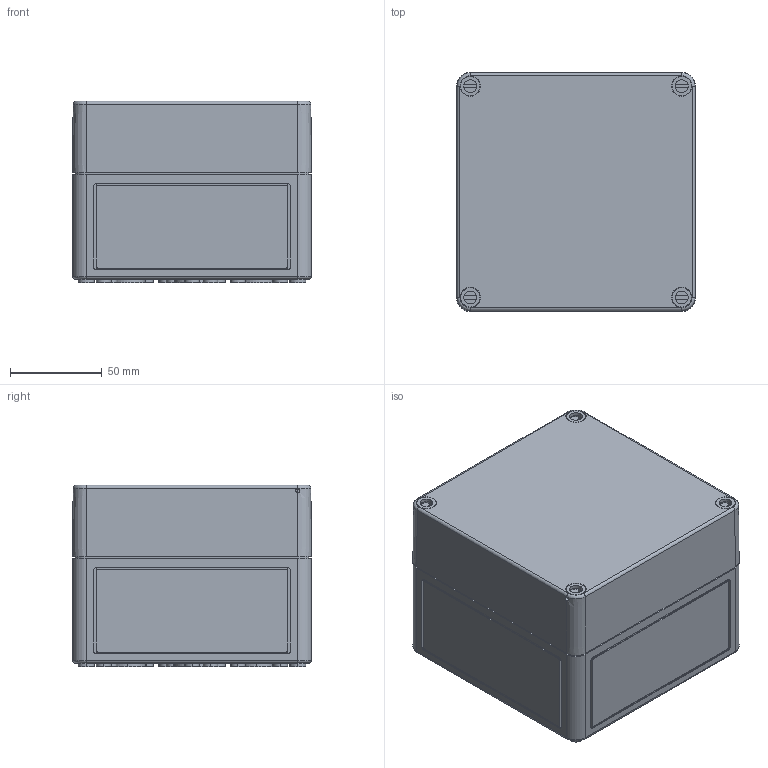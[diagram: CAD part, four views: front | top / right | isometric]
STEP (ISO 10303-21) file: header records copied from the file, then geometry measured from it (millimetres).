
FILE_DESCRIPTION (( 'STEP AP203' ), '1' );
FILE_NAME ('60131322.step', '2014-12-03T14:59:32', ( 'Windows-Benutzer' ), ( '' ), 'SwSTEP 2.0', 'SolidWorks 2014', '' );
FILE_SCHEMA (( 'CONFIG_CONTROL_DESIGN' ));
Length unit declared in the file: millimetre
Products named in the file (4): Kasten_TK1313-o60131322; Deckel_TK1313-10-t60131322; Schraube_TK58mm-schwarz60131322; 60131322
Assembly tree (6 placements, depth 2):
  60131322
    Kasten_TK1313-o60131322
    Deckel_TK1313-10-t60131322
    Schraube_TK58mm-schwarz60131322  x4
Bounding box: 130 x 130 x 98.7 mm (x, y, z)
Volume: 284844.8 mm3; surface area: 198940.7 mm2
Topology: 6 solids, 6 shells, 932 faces, 2336 edges, 1528 vertices
Faces by surface type: plane 536, cylinder 308, cone 72, torus 16
Entity records: 21480 total; most frequent: DIRECTION 3800, CARTESIAN_POINT 3764, ORIENTED_EDGE 3472, EDGE_CURVE 1736, AXIS2_PLACEMENT_3D 1404, VERTEX_POINT 1132, LINE 992, VECTOR 992
